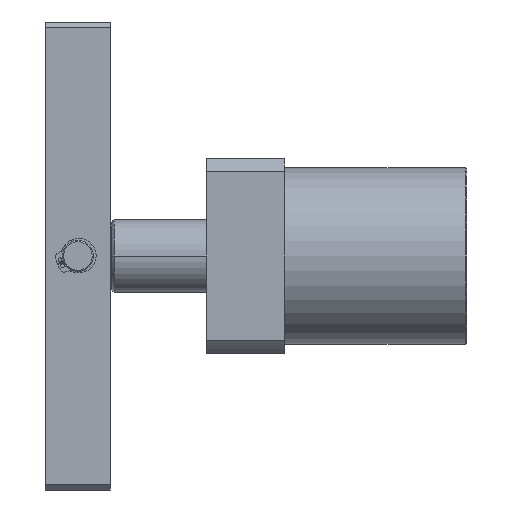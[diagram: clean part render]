
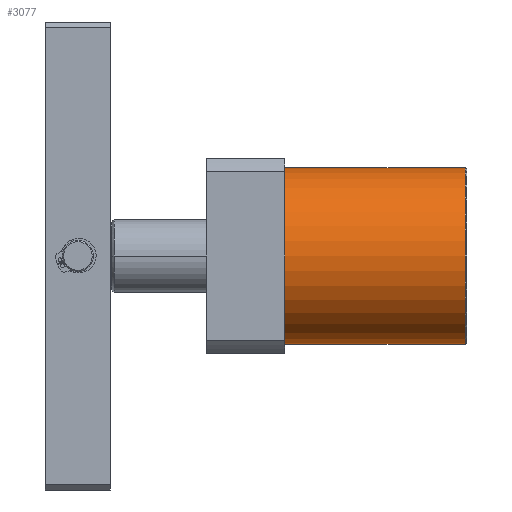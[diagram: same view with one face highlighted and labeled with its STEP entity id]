
A CAD part, left-side view. The second image highlights one B-rep face of the part: STEP entity #3077.
In plain terms, the highlighted cylindrical face has radius 34 mm (diameter 68 mm), a partial arc.
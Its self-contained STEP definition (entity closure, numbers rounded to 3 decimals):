
#140 = EDGE_LOOP ( 'NONE', ( #674, #673, #672, #671 ) ) ;
#202 = VERTEX_POINT ( 'NONE', #5823 ) ;
#294 = VERTEX_POINT ( 'NONE', #5613 ) ;
#304 = VERTEX_POINT ( 'NONE', #5596 ) ;
#328 = VERTEX_POINT ( 'NONE', #5528 ) ;
#671 = ORIENTED_EDGE ( 'NONE', *, *, #4196, .T. ) ;
#672 = ORIENTED_EDGE ( 'NONE', *, *, #4125, .T. ) ;
#673 = ORIENTED_EDGE ( 'NONE', *, *, #4166, .F. ) ;
#674 = ORIENTED_EDGE ( 'NONE', *, *, #4124, .F. ) ;
#1033 = AXIS2_PLACEMENT_3D ( 'NONE', #6177, #6178, #6182 ) ;
#1294 = CYLINDRICAL_SURFACE ( 'NONE', #1033, 34. ) ;
#1298 = FACE_OUTER_BOUND ( 'NONE', #140, .T. ) ;
#2046 = AXIS2_PLACEMENT_3D ( 'NONE', #3433, #3431, #3430 ) ;
#2061 = AXIS2_PLACEMENT_3D ( 'NONE', #3317, #3312, #3307 ) ;
#3077 = ADVANCED_FACE ( 'NONE', ( #1298 ), #1294, .T. ) ;
#3307 = DIRECTION ( 'NONE',  ( 0., 0., 1. ) ) ;
#3312 = DIRECTION ( 'NONE',  ( 0., 1., 0. ) ) ;
#3317 = CARTESIAN_POINT ( 'NONE',  ( 0., 70., 0. ) ) ;
#3430 = DIRECTION ( 'NONE',  ( 0., 0., 1. ) ) ;
#3431 = DIRECTION ( 'NONE',  ( 0., 1., 0. ) ) ;
#3433 = CARTESIAN_POINT ( 'NONE',  ( 0., 0.5, 0. ) ) ;
#3770 = DIRECTION ( 'NONE',  ( 0., -1., 0. ) ) ;
#3772 = CARTESIAN_POINT ( 'NONE',  ( 0., 70., -34. ) ) ;
#3778 = CARTESIAN_POINT ( 'NONE',  ( 0., 70., 34. ) ) ;
#3782 = DIRECTION ( 'NONE',  ( 0., -1., 0. ) ) ;
#4124 = EDGE_CURVE ( 'NONE', #202, #304, #5115, .T. ) ;
#4125 = EDGE_CURVE ( 'NONE', #328, #294, #5112, .T. ) ;
#4166 = EDGE_CURVE ( 'NONE', #328, #202, #5056, .T. ) ;
#4196 = EDGE_CURVE ( 'NONE', #294, #304, #5010, .T. ) ;
#5010 = CIRCLE ( 'NONE', #2046, 34. ) ;
#5056 = CIRCLE ( 'NONE', #2061, 34. ) ;
#5109 = VECTOR ( 'NONE', #3770, 1000. ) ;
#5111 = VECTOR ( 'NONE', #3782, 1000. ) ;
#5112 = LINE ( 'NONE', #3772, #5109 ) ;
#5115 = LINE ( 'NONE', #3778, #5111 ) ;
#5528 = CARTESIAN_POINT ( 'NONE',  ( 0., 70., -34. ) ) ;
#5596 = CARTESIAN_POINT ( 'NONE',  ( 0., 0.5, 34. ) ) ;
#5613 = CARTESIAN_POINT ( 'NONE',  ( 0., 0.5, -34. ) ) ;
#5823 = CARTESIAN_POINT ( 'NONE',  ( 0., 70., 34. ) ) ;
#6177 = CARTESIAN_POINT ( 'NONE',  ( 0., 70., 0. ) ) ;
#6178 = DIRECTION ( 'NONE',  ( 0., -1., 0. ) ) ;
#6182 = DIRECTION ( 'NONE',  ( 0., 0., -1. ) ) ;
